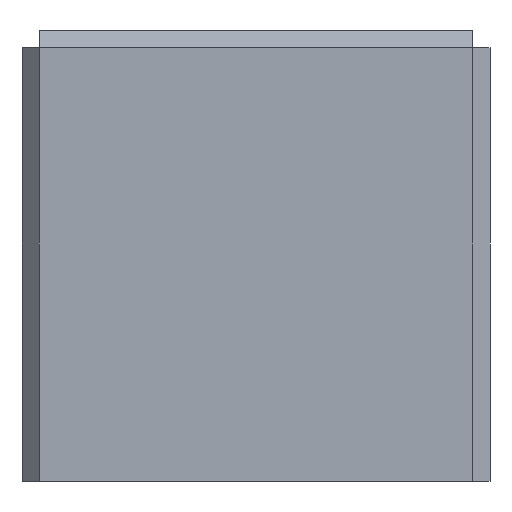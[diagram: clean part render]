
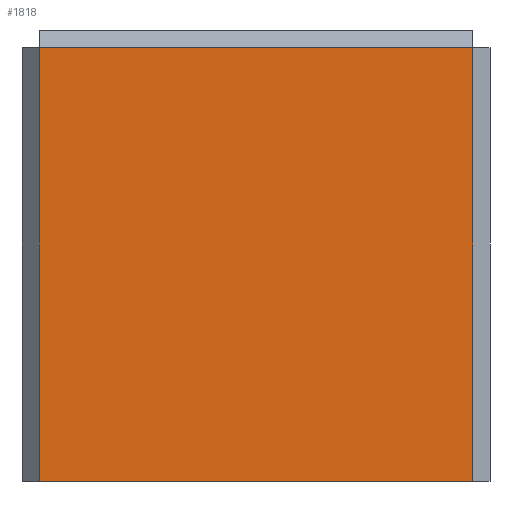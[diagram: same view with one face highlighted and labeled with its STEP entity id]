
A CAD part, left-side view. The second image highlights one B-rep face of the part: STEP entity #1818.
In plain terms, the highlighted planar face has unit normal (-1, 0, 0).
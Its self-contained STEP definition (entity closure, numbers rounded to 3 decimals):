
#34=PLANE('',#1941);
#155=FACE_OUTER_BOUND('',#256,.T.);
#256=EDGE_LOOP('',(#1617,#1618,#1619,#1620));
#485=LINE('',#7777,#602);
#493=LINE('',#7795,#610);
#498=LINE('',#7804,#615);
#520=LINE('',#7853,#637);
#602=VECTOR('',#2202,10.);
#610=VECTOR('',#2214,10.);
#615=VECTOR('',#2221,10.);
#637=VECTOR('',#2273,10.);
#797=VERTEX_POINT('',#7774);
#798=VERTEX_POINT('',#7776);
#805=VERTEX_POINT('',#7792);
#806=VERTEX_POINT('',#7794);
#1057=EDGE_CURVE('',#797,#798,#485,.T.);
#1065=EDGE_CURVE('',#805,#806,#493,.T.);
#1070=EDGE_CURVE('',#797,#806,#498,.T.);
#1096=EDGE_CURVE('',#798,#805,#520,.T.);
#1617=ORIENTED_EDGE('',*,*,#1057,.F.);
#1618=ORIENTED_EDGE('',*,*,#1070,.T.);
#1619=ORIENTED_EDGE('',*,*,#1065,.F.);
#1620=ORIENTED_EDGE('',*,*,#1096,.F.);
#1818=ADVANCED_FACE('',(#155),#34,.T.);
#1941=AXIS2_PLACEMENT_3D('',#7852,#2271,#2272);
#2202=DIRECTION('',(0.,0.,-1.));
#2214=DIRECTION('',(0.,0.,1.));
#2221=DIRECTION('',(0.,1.,0.));
#2271=DIRECTION('center_axis',(-1.,0.,0.));
#2272=DIRECTION('ref_axis',(0.,0.,1.));
#2273=DIRECTION('',(0.,1.,0.));
#7774=CARTESIAN_POINT('',(-27.5,0.,6.35));
#7776=CARTESIAN_POINT('',(-27.5,0.,-6.35));
#7777=CARTESIAN_POINT('',(-27.5,0.,6.35));
#7792=CARTESIAN_POINT('',(-27.5,12.7,-6.35));
#7794=CARTESIAN_POINT('',(-27.5,12.7,6.35));
#7795=CARTESIAN_POINT('',(-27.5,12.7,6.35));
#7804=CARTESIAN_POINT('',(-27.5,0.,6.35));
#7852=CARTESIAN_POINT('Origin',(-27.5,0.,-6.35));
#7853=CARTESIAN_POINT('',(-27.5,0.,-6.35));
